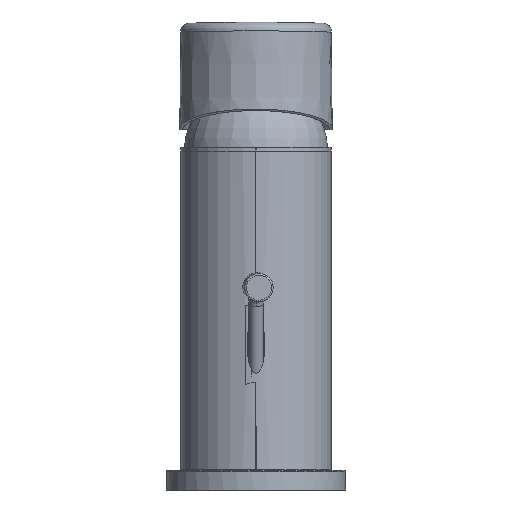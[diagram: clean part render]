
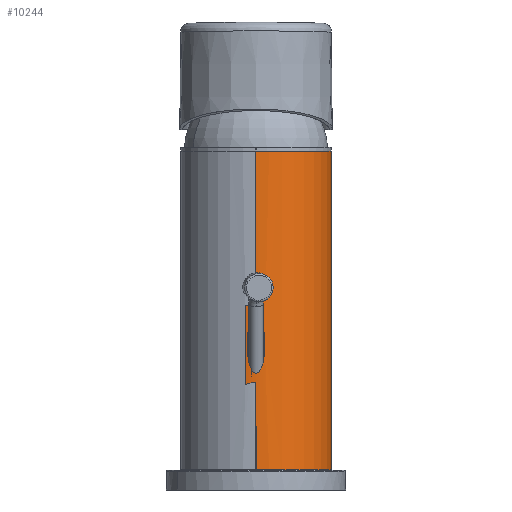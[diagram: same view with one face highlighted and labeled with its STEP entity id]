
A CAD part, left-side view. The second image highlights one B-rep face of the part: STEP entity #10244.
In plain terms, the highlighted cylindrical face has radius 21 mm (diameter 42 mm), a partial arc.
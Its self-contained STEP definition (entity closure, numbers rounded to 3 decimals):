
#10092=CARTESIAN_POINT('Axis2P3D Location',(0.,0.,45.511)) ;
#10097=CARTESIAN_POINT('Line Origine',(0.,-21.,45.511)) ;
#10101=CARTESIAN_POINT('Vertex',(0.,-21.,0.)) ;
#10103=CARTESIAN_POINT('Vertex',(0.,-21.,89.)) ;
#10106=CARTESIAN_POINT('Axis2P3D Location',(0.,0.,89.)) ;
#10110=CARTESIAN_POINT('Vertex',(-21.,0.,89.)) ;
#10113=CARTESIAN_POINT('Line Origine',(-21.,0.,45.511)) ;
#10117=CARTESIAN_POINT('Vertex',(-21.,0.,45.939)) ;
#10121=CARTESIAN_POINT('Control Point',(-21.,0.,45.939)) ;
#10122=CARTESIAN_POINT('Control Point',(-21.,1.004,45.939)) ;
#10123=CARTESIAN_POINT('Control Point',(-20.928,2.008,45.962)) ;
#10124=CARTESIAN_POINT('Control Point',(-20.785,3.,46.007)) ;
#10125=CARTESIAN_POINT('Vertex',(-20.785,3.,46.007)) ;
#10128=CARTESIAN_POINT('Line Origine',(-20.785,3.,45.511)) ;
#10132=CARTESIAN_POINT('Vertex',(-20.785,3.,23.809)) ;
#10136=CARTESIAN_POINT('Control Point',(-20.785,3.,23.809)) ;
#10137=CARTESIAN_POINT('Control Point',(-20.886,2.299,24.13)) ;
#10138=CARTESIAN_POINT('Control Point',(-20.961,1.556,24.369)) ;
#10139=CARTESIAN_POINT('Control Point',(-21.,0.778,24.492)) ;
#10140=CARTESIAN_POINT('Control Point',(-21.,0.,24.492)) ;
#10141=CARTESIAN_POINT('Vertex',(-21.,0.,24.492)) ;
#10144=CARTESIAN_POINT('Line Origine',(-21.,0.,45.511)) ;
#10148=CARTESIAN_POINT('Vertex',(-21.,0.,0.)) ;
#10151=CARTESIAN_POINT('Axis2P3D Location',(0.,0.,0.)) ;
#10167=CARTESIAN_POINT('Control Point',(-20.966,1.199,27.895)) ;
#10168=CARTESIAN_POINT('Control Point',(-20.972,1.097,27.729)) ;
#10169=CARTESIAN_POINT('Control Point',(-20.977,0.984,27.568)) ;
#10170=CARTESIAN_POINT('Control Point',(-20.983,0.858,27.416)) ;
#10171=CARTESIAN_POINT('Control Point',(-20.992,0.613,27.179)) ;
#10172=CARTESIAN_POINT('Control Point',(-20.998,0.311,27.028)) ;
#10173=CARTESIAN_POINT('Control Point',(-21.,0.174,26.986)) ;
#10174=CARTESIAN_POINT('Control Point',(-21.001,-0.065,26.968)) ;
#10175=CARTESIAN_POINT('Control Point',(-20.998,-0.294,27.03)) ;
#10176=CARTESIAN_POINT('Control Point',(-20.997,-0.383,27.066)) ;
#10177=CARTESIAN_POINT('Control Point',(-20.991,-0.648,27.21)) ;
#10178=CARTESIAN_POINT('Control Point',(-20.983,-0.867,27.423)) ;
#10179=CARTESIAN_POINT('Control Point',(-20.977,-0.998,27.584)) ;
#10180=CARTESIAN_POINT('Control Point',(-20.96,-1.316,28.047)) ;
#10181=CARTESIAN_POINT('Control Point',(-20.943,-1.55,28.56)) ;
#10182=CARTESIAN_POINT('Control Point',(-20.933,-1.677,28.889)) ;
#10183=CARTESIAN_POINT('Control Point',(-20.903,-2.033,29.974)) ;
#10184=CARTESIAN_POINT('Control Point',(-20.88,-2.245,31.1)) ;
#10185=CARTESIAN_POINT('Control Point',(-20.868,-2.349,31.85)) ;
#10186=CARTESIAN_POINT('Control Point',(-20.852,-2.491,33.384)) ;
#10187=CARTESIAN_POINT('Control Point',(-20.849,-2.515,34.925)) ;
#10188=CARTESIAN_POINT('Control Point',(-20.85,-2.501,35.69)) ;
#10189=CARTESIAN_POINT('Control Point',(-20.858,-2.441,36.901)) ;
#10190=CARTESIAN_POINT('Control Point',(-20.872,-2.313,38.105)) ;
#10191=CARTESIAN_POINT('Control Point',(-20.879,-2.254,38.558)) ;
#10192=CARTESIAN_POINT('Control Point',(-20.892,-2.131,39.362)) ;
#10193=CARTESIAN_POINT('Control Point',(-20.908,-1.968,40.159)) ;
#10194=CARTESIAN_POINT('Control Point',(-20.915,-1.888,40.506)) ;
#10195=CARTESIAN_POINT('Control Point',(-20.929,-1.728,41.119)) ;
#10196=CARTESIAN_POINT('Control Point',(-20.945,-1.528,41.72)) ;
#10197=CARTESIAN_POINT('Control Point',(-20.952,-1.431,41.982)) ;
#10198=CARTESIAN_POINT('Control Point',(-20.959,-1.323,42.239)) ;
#10199=CARTESIAN_POINT('Control Point',(-20.966,-1.199,42.487)) ;
#10200=CARTESIAN_POINT('Vertex',(-20.966,-1.199,42.487)) ;
#10202=CARTESIAN_POINT('Vertex',(-20.966,1.199,27.895)) ;
#10206=CARTESIAN_POINT('Control Point',(-20.966,1.199,27.895)) ;
#10207=CARTESIAN_POINT('Control Point',(-20.955,1.381,28.193)) ;
#10208=CARTESIAN_POINT('Control Point',(-20.945,1.529,28.512)) ;
#10209=CARTESIAN_POINT('Control Point',(-20.935,1.657,28.835)) ;
#10210=CARTESIAN_POINT('Control Point',(-20.911,1.943,29.687)) ;
#10211=CARTESIAN_POINT('Control Point',(-20.891,2.137,30.565)) ;
#10212=CARTESIAN_POINT('Control Point',(-20.881,2.232,31.098)) ;
#10213=CARTESIAN_POINT('Control Point',(-20.858,2.443,32.614)) ;
#10214=CARTESIAN_POINT('Control Point',(-20.848,2.518,34.144)) ;
#10215=CARTESIAN_POINT('Control Point',(-20.848,2.524,35.105)) ;
#10216=CARTESIAN_POINT('Control Point',(-20.855,2.466,36.745)) ;
#10217=CARTESIAN_POINT('Control Point',(-20.876,2.285,38.377)) ;
#10218=CARTESIAN_POINT('Control Point',(-20.886,2.193,39.018)) ;
#10219=CARTESIAN_POINT('Control Point',(-20.905,2.002,40.083)) ;
#10220=CARTESIAN_POINT('Control Point',(-20.929,1.725,41.128)) ;
#10221=CARTESIAN_POINT('Control Point',(-20.939,1.604,41.523)) ;
#10222=CARTESIAN_POINT('Control Point',(-20.954,1.404,42.08)) ;
#10223=CARTESIAN_POINT('Control Point',(-20.969,1.141,42.607)) ;
#10224=CARTESIAN_POINT('Control Point',(-20.973,1.06,42.755)) ;
#10225=CARTESIAN_POINT('Control Point',(-20.982,0.89,43.03)) ;
#10226=CARTESIAN_POINT('Control Point',(-20.989,0.681,43.278)) ;
#10227=CARTESIAN_POINT('Control Point',(-20.993,0.567,43.39)) ;
#10228=CARTESIAN_POINT('Control Point',(-20.997,0.372,43.535)) ;
#10229=CARTESIAN_POINT('Control Point',(-21.,0.144,43.605)) ;
#10230=CARTESIAN_POINT('Control Point',(-21.,0.063,43.618)) ;
#10231=CARTESIAN_POINT('Control Point',(-21.,-0.162,43.618)) ;
#10232=CARTESIAN_POINT('Control Point',(-20.997,-0.373,43.53)) ;
#10233=CARTESIAN_POINT('Control Point',(-20.995,-0.491,43.448)) ;
#10234=CARTESIAN_POINT('Control Point',(-20.988,-0.735,43.232)) ;
#10235=CARTESIAN_POINT('Control Point',(-20.98,-0.929,42.968)) ;
#10236=CARTESIAN_POINT('Control Point',(-20.975,-1.027,42.813)) ;
#10237=CARTESIAN_POINT('Control Point',(-20.97,-1.116,42.652)) ;
#10238=CARTESIAN_POINT('Control Point',(-20.966,-1.199,42.487)) ;
#10099=VECTOR('Line Direction',#10098,1.) ;
#10115=VECTOR('Line Direction',#10114,1.) ;
#10130=VECTOR('Line Direction',#10129,1.) ;
#10146=VECTOR('Line Direction',#10145,1.) ;
#10093=DIRECTION('Axis2P3D Direction',(0.,0.,-1.)) ;
#10094=DIRECTION('Axis2P3D XDirection',(0.,-1.,0.)) ;
#10098=DIRECTION('Vector Direction',(0.,0.,-1.)) ;
#10107=DIRECTION('Axis2P3D Direction',(0.,0.,-1.)) ;
#10114=DIRECTION('Vector Direction',(0.,0.,-1.)) ;
#10129=DIRECTION('Vector Direction',(0.,0.,-1.)) ;
#10145=DIRECTION('Vector Direction',(0.,0.,-1.)) ;
#10152=DIRECTION('Axis2P3D Direction',(0.,0.,-1.)) ;
#10095=AXIS2_PLACEMENT_3D('Cylinder Axis2P3D',#10092,#10093,#10094) ;
#10108=AXIS2_PLACEMENT_3D('Circle Axis2P3D',#10106,#10107,$) ;
#10153=AXIS2_PLACEMENT_3D('Circle Axis2P3D',#10151,#10152,$) ;
#10100=LINE('Line',#10097,#10099) ;
#10116=LINE('Line',#10113,#10115) ;
#10131=LINE('Line',#10128,#10130) ;
#10147=LINE('Line',#10144,#10146) ;
#10109=CIRCLE('generated circle',#10108,21.) ;
#10154=CIRCLE('generated circle',#10153,21.) ;
#10096=CYLINDRICAL_SURFACE('generated cylinder',#10095,21.) ;
#10243=FACE_BOUND('',#10240,.T.) ;
#10105=EDGE_CURVE('',#10102,#10104,#10100,.F.) ;
#10112=EDGE_CURVE('',#10104,#10111,#10109,.T.) ;
#10119=EDGE_CURVE('',#10111,#10118,#10116,.T.) ;
#10127=EDGE_CURVE('',#10118,#10126,#10120,.T.) ;
#10134=EDGE_CURVE('',#10126,#10133,#10131,.T.) ;
#10143=EDGE_CURVE('',#10133,#10142,#10135,.T.) ;
#10150=EDGE_CURVE('',#10142,#10149,#10147,.T.) ;
#10155=EDGE_CURVE('',#10149,#10102,#10154,.F.) ;
#10204=EDGE_CURVE('',#10201,#10203,#10166,.F.) ;
#10239=EDGE_CURVE('',#10203,#10201,#10205,.T.) ;
#10157=ORIENTED_EDGE('',*,*,#10105,.T.) ;
#10158=ORIENTED_EDGE('',*,*,#10112,.T.) ;
#10159=ORIENTED_EDGE('',*,*,#10119,.T.) ;
#10160=ORIENTED_EDGE('',*,*,#10127,.T.) ;
#10161=ORIENTED_EDGE('',*,*,#10134,.T.) ;
#10162=ORIENTED_EDGE('',*,*,#10143,.T.) ;
#10163=ORIENTED_EDGE('',*,*,#10150,.T.) ;
#10164=ORIENTED_EDGE('',*,*,#10155,.T.) ;
#10241=ORIENTED_EDGE('',*,*,#10204,.T.) ;
#10242=ORIENTED_EDGE('',*,*,#10239,.T.) ;
#10156=EDGE_LOOP('',(#10157,#10158,#10159,#10160,#10161,#10162,#10163,#10164)) ;
#10240=EDGE_LOOP('',(#10241,#10242)) ;
#10102=VERTEX_POINT('',#10101) ;
#10104=VERTEX_POINT('',#10103) ;
#10111=VERTEX_POINT('',#10110) ;
#10118=VERTEX_POINT('',#10117) ;
#10126=VERTEX_POINT('',#10125) ;
#10133=VERTEX_POINT('',#10132) ;
#10142=VERTEX_POINT('',#10141) ;
#10149=VERTEX_POINT('',#10148) ;
#10201=VERTEX_POINT('',#10200) ;
#10203=VERTEX_POINT('',#10202) ;
#10244=ADVANCED_FACE('Superficie.612',(#10165,#10243),#10096,.T.) ;
#10120=B_SPLINE_CURVE_WITH_KNOTS('',3,(#10121,#10122,#10123,#10124),.UNSPECIFIED.,.F.,.U.,(4,4),(0.,4.26),.UNSPECIFIED.) ;
#10135=B_SPLINE_CURVE_WITH_KNOTS('',4,(#10136,#10137,#10138,#10139,#10140),.UNSPECIFIED.,.F.,.U.,(5,5),(0.,4.413),.UNSPECIFIED.) ;
#10166=B_SPLINE_CURVE_WITH_KNOTS('',5,(#10167,#10168,#10169,#10170,#10171,#10172,#10173,#10174,#10175,#10176,#10177,#10178,#10179,#10180,#10181,#10182,#10183,#10184,#10185,#10186,#10187,#10188,#10189,#10190,#10191,#10192,#10193,#10194,#10195,#10196,#10197,#10198,#10199),.UNSPECIFIED.,.F.,.U.,(6,3,3,3,3,3,3,3,3,3,6),(0.,1.382,2.372,3.043,4.496,7.008,12.57,17.899,21.136,23.65,25.617),.UNSPECIFIED.) ;
#10205=B_SPLINE_CURVE_WITH_KNOTS('',5,(#10206,#10207,#10208,#10209,#10210,#10211,#10212,#10213,#10214,#10215,#10216,#10217,#10218,#10219,#10220,#10221,#10222,#10223,#10224,#10225,#10226,#10227,#10228,#10229,#10230,#10231,#10232,#10233,#10234,#10235,#10236,#10237,#10238),.UNSPECIFIED.,.F.,.U.,(6,3,3,3,3,3,3,3,3,3,6),(0.,2.47,6.345,13.28,17.938,20.92,22.104,23.203,23.78,24.772,26.074),.UNSPECIFIED.) ;
#10165=FACE_OUTER_BOUND('',#10156,.T.) ;
